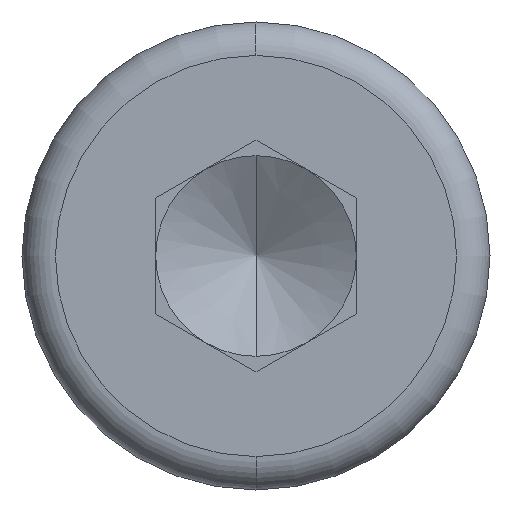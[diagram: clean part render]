
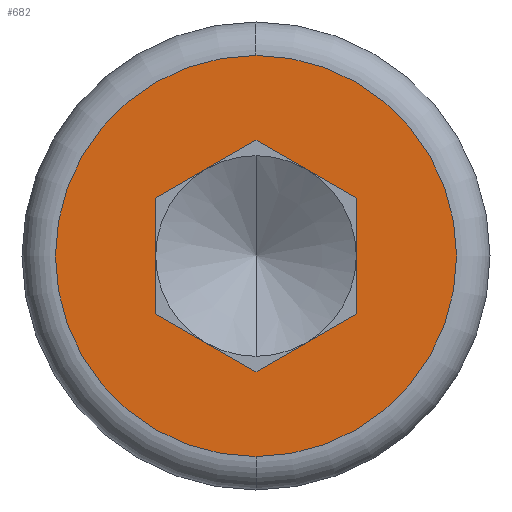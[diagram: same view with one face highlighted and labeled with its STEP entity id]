
A CAD part, left-side view. The second image highlights one B-rep face of the part: STEP entity #682.
In plain terms, the highlighted planar face has unit normal (-1, 0, 0).
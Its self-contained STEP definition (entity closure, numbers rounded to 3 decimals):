
#27 = DIRECTION ( 'NONE',  ( 0., -0.866, 0.5 ) ) ;
#29 = CARTESIAN_POINT ( 'NONE',  ( 0., 1.5, 0.866 ) ) ;
#30 = CARTESIAN_POINT ( 'NONE',  ( 0., 1.5, -0.866 ) ) ;
#35 = CARTESIAN_POINT ( 'NONE',  ( 0., 0., 0. ) ) ;
#41 = CARTESIAN_POINT ( 'NONE',  ( 0., 0., 1.732 ) ) ;
#44 = VECTOR ( 'NONE', #500, 1000. ) ;
#45 = VECTOR ( 'NONE', #237, 1000. ) ;
#53 = ORIENTED_EDGE ( 'NONE', *, *, #759, .T. ) ;
#70 = CARTESIAN_POINT ( 'NONE',  ( 0., -1.5, 0.866 ) ) ;
#71 = EDGE_LOOP ( 'NONE', ( #53, #547, #115, #283, #723, #748 ) ) ;
#77 = CARTESIAN_POINT ( 'NONE',  ( 0., -1.5, -0.866 ) ) ;
#79 = AXIS2_PLACEMENT_3D ( 'NONE', #577, #755, #356 ) ;
#81 = CARTESIAN_POINT ( 'NONE',  ( 0., 0., -1.732 ) ) ;
#83 = DIRECTION ( 'NONE',  ( 0., 0.866, -0.5 ) ) ;
#115 = ORIENTED_EDGE ( 'NONE', *, *, #692, .T. ) ;
#130 = EDGE_CURVE ( 'NONE', #447, #601, #631, .T. ) ;
#131 = DIRECTION ( 'NONE',  ( 0., 1., 0. ) ) ;
#141 = LINE ( 'NONE', #615, #688 ) ;
#168 = CARTESIAN_POINT ( 'NONE',  ( 0., 0., -3. ) ) ;
#237 = DIRECTION ( 'NONE',  ( 0., 0., -1. ) ) ;
#250 = EDGE_CURVE ( 'NONE', #491, #373, #347, .T. ) ;
#269 = CIRCLE ( 'NONE', #282, 3. ) ;
#282 = AXIS2_PLACEMENT_3D ( 'NONE', #434, #666, #390 ) ;
#283 = ORIENTED_EDGE ( 'NONE', *, *, #702, .T. ) ;
#307 = VECTOR ( 'NONE', #27, 1000. ) ;
#321 = LINE ( 'NONE', #30, #44 ) ;
#333 = DIRECTION ( 'NONE',  ( 1., 0., 0. ) ) ;
#336 = CARTESIAN_POINT ( 'NONE',  ( 0., 1.5, 0.866 ) ) ;
#341 = EDGE_CURVE ( 'NONE', #373, #491, #269, .T. ) ;
#347 = CIRCLE ( 'NONE', #79, 3. ) ;
#355 = ORIENTED_EDGE ( 'NONE', *, *, #250, .T. ) ;
#356 = DIRECTION ( 'NONE',  ( 0., 0., -1. ) ) ;
#363 = LINE ( 'NONE', #70, #45 ) ;
#373 = VERTEX_POINT ( 'NONE', #544 ) ;
#385 = CARTESIAN_POINT ( 'NONE',  ( 0., 0., -1.732 ) ) ;
#390 = DIRECTION ( 'NONE',  ( 0., 0., -1. ) ) ;
#410 = ORIENTED_EDGE ( 'NONE', *, *, #341, .T. ) ;
#413 = VERTEX_POINT ( 'NONE', #81 ) ;
#426 = CARTESIAN_POINT ( 'NONE',  ( 0., -1.5, 0.866 ) ) ;
#434 = CARTESIAN_POINT ( 'NONE',  ( 0., 0., 0. ) ) ;
#435 = VERTEX_POINT ( 'NONE', #29 ) ;
#442 = VERTEX_POINT ( 'NONE', #77 ) ;
#445 = DIRECTION ( 'NONE',  ( 0., 0.866, 0.5 ) ) ;
#447 = VERTEX_POINT ( 'NONE', #705 ) ;
#490 = FACE_OUTER_BOUND ( 'NONE', #758, .T. ) ;
#491 = VERTEX_POINT ( 'NONE', #168 ) ;
#498 = LINE ( 'NONE', #385, #562 ) ;
#500 = DIRECTION ( 'NONE',  ( 0., 0., 1. ) ) ;
#513 = DIRECTION ( 'NONE',  ( 0., -0.866, -0.5 ) ) ;
#543 = VERTEX_POINT ( 'NONE', #655 ) ;
#544 = CARTESIAN_POINT ( 'NONE',  ( 0., 0., 3. ) ) ;
#547 = ORIENTED_EDGE ( 'NONE', *, *, #740, .T. ) ;
#561 = PLANE ( 'NONE',  #667 ) ;
#562 = VECTOR ( 'NONE', #445, 1000. ) ;
#571 = EDGE_CURVE ( 'NONE', #601, #442, #363, .T. ) ;
#577 = CARTESIAN_POINT ( 'NONE',  ( 0., 0., 0. ) ) ;
#601 = VERTEX_POINT ( 'NONE', #426 ) ;
#615 = CARTESIAN_POINT ( 'NONE',  ( 0., -1.5, -0.866 ) ) ;
#621 = FACE_BOUND ( 'NONE', #71, .T. ) ;
#631 = LINE ( 'NONE', #41, #675 ) ;
#655 = CARTESIAN_POINT ( 'NONE',  ( 0., 1.5, -0.866 ) ) ;
#666 = DIRECTION ( 'NONE',  ( -1., 0., 0. ) ) ;
#667 = AXIS2_PLACEMENT_3D ( 'NONE', #35, #333, #131 ) ;
#675 = VECTOR ( 'NONE', #513, 1000. ) ;
#682 = ADVANCED_FACE ( 'NONE', ( #621, #490 ), #561, .F. ) ;
#688 = VECTOR ( 'NONE', #83, 1000. ) ;
#692 = EDGE_CURVE ( 'NONE', #543, #435, #321, .T. ) ;
#702 = EDGE_CURVE ( 'NONE', #435, #447, #730, .T. ) ;
#705 = CARTESIAN_POINT ( 'NONE',  ( 0., 0., 1.732 ) ) ;
#723 = ORIENTED_EDGE ( 'NONE', *, *, #130, .T. ) ;
#730 = LINE ( 'NONE', #336, #307 ) ;
#740 = EDGE_CURVE ( 'NONE', #413, #543, #498, .T. ) ;
#748 = ORIENTED_EDGE ( 'NONE', *, *, #571, .T. ) ;
#755 = DIRECTION ( 'NONE',  ( -1., 0., 0. ) ) ;
#758 = EDGE_LOOP ( 'NONE', ( #355, #410 ) ) ;
#759 = EDGE_CURVE ( 'NONE', #442, #413, #141, .T. ) ;
